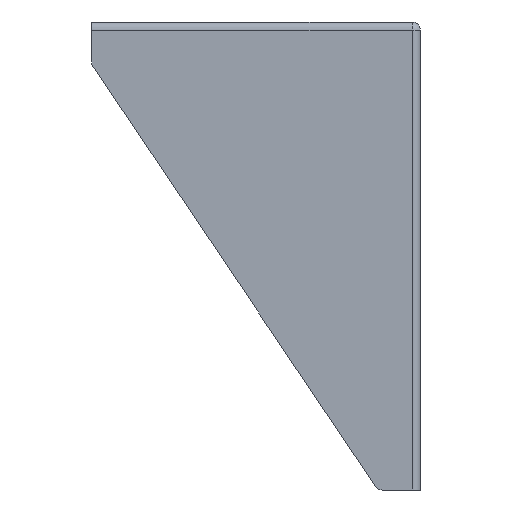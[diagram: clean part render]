
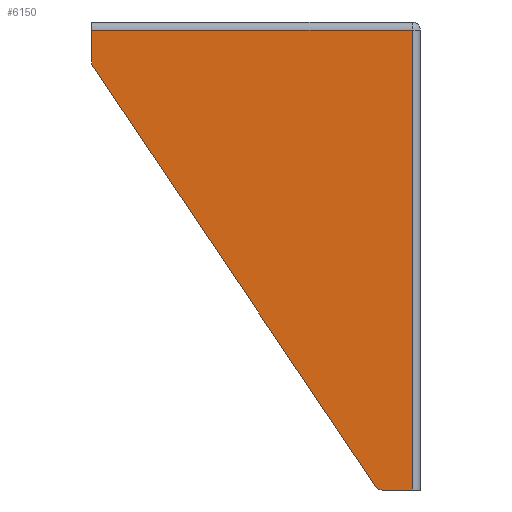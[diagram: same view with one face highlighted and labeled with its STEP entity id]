
A CAD part, left-side view. The second image highlights one B-rep face of the part: STEP entity #6150.
In plain terms, the highlighted planar face has unit normal (-1, 0, 0).
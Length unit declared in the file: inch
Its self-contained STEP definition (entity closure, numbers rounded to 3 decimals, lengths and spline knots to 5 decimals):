
#209 = CARTESIAN_POINT ( 'NONE',  ( -9.64567, 2., 2.84646 ) ) ;
#327 = LINE ( 'NONE', #2980, #6551 ) ;
#521 = ORIENTED_EDGE ( 'NONE', *, *, #2884, .T. ) ;
#835 = EDGE_CURVE ( 'NONE', #3026, #1389, #914, .T. ) ;
#914 = LINE ( 'NONE', #3648, #4829 ) ;
#1098 = CARTESIAN_POINT ( 'NONE',  ( -9.64567, -1.48425, -2.84646 ) ) ;
#1389 = VERTEX_POINT ( 'NONE', #5407 ) ;
#1443 = CARTESIAN_POINT ( 'NONE',  ( -9.64567, -1.45453, -2.80229 ) ) ;
#1586 = ORIENTED_EDGE ( 'NONE', *, *, #3947, .T. ) ;
#1836 = CARTESIAN_POINT ( 'NONE',  ( -9.64567, -1.53749, -2.84646 ) ) ;
#1888 = VECTOR ( 'NONE', #6462, 39.37008 ) ;
#1898 = LINE ( 'NONE', #1098, #1888 ) ;
#2352 = ORIENTED_EDGE ( 'NONE', *, *, #6224, .T. ) ;
#2589 = CARTESIAN_POINT ( 'NONE',  ( -9.64567, -1.9, -2.84646 ) ) ;
#2599 = VERTEX_POINT ( 'NONE', #1443 ) ;
#2664 = EDGE_LOOP ( 'NONE', ( #4810, #521, #2352, #3106, #2788, #7313, #1586 ) ) ;
#2673 = CIRCLE ( 'NONE', #3795, 0.1 ) ;
#2788 = ORIENTED_EDGE ( 'NONE', *, *, #6423, .T. ) ;
#2798 = CARTESIAN_POINT ( 'NONE',  ( -9.64567, 2., 2.36123 ) ) ;
#2856 = VECTOR ( 'NONE', #5621, 39.37008 ) ;
#2884 = EDGE_CURVE ( 'NONE', #2599, #6697, #2673, .T. ) ;
#2980 = CARTESIAN_POINT ( 'NONE',  ( -9.64567, 2., 2.84646 ) ) ;
#3026 = VERTEX_POINT ( 'NONE', #2589 ) ;
#3028 = CARTESIAN_POINT ( 'NONE',  ( -9.64567, 1.9, 2.36123 ) ) ;
#3049 = CARTESIAN_POINT ( 'NONE',  ( -9.64567, -1.53749, -2.74646 ) ) ;
#3059 = DIRECTION ( 'NONE',  ( 0., -1., 0. ) ) ;
#3106 = ORIENTED_EDGE ( 'NONE', *, *, #835, .T. ) ;
#3629 = PLANE ( 'NONE',  #4627 ) ;
#3637 = DIRECTION ( 'NONE',  ( -1., 0., 0. ) ) ;
#3648 = CARTESIAN_POINT ( 'NONE',  ( -9.64567, -1.9, 2.84646 ) ) ;
#3795 = AXIS2_PLACEMENT_3D ( 'NONE', #3049, #3637, #7034 ) ;
#3947 = EDGE_CURVE ( 'NONE', #7026, #4048, #6396, .T. ) ;
#4048 = VERTEX_POINT ( 'NONE', #4975 ) ;
#4150 = DIRECTION ( 'NONE',  ( 0., 0., -1. ) ) ;
#4195 = DIRECTION ( 'NONE',  ( 0., 0., -1. ) ) ;
#4596 = DIRECTION ( 'NONE',  ( 0., 0., 1. ) ) ;
#4627 = AXIS2_PLACEMENT_3D ( 'NONE', #209, #7024, #4195 ) ;
#4810 = ORIENTED_EDGE ( 'NONE', *, *, #6570, .F. ) ;
#4829 = VECTOR ( 'NONE', #5876, 39.37008 ) ;
#4975 = CARTESIAN_POINT ( 'NONE',  ( -9.64567, 1.98296, 2.30539 ) ) ;
#4999 = LINE ( 'NONE', #7357, #2856 ) ;
#5085 = EDGE_CURVE ( 'NONE', #7026, #5398, #327, .T. ) ;
#5398 = VERTEX_POINT ( 'NONE', #5999 ) ;
#5407 = CARTESIAN_POINT ( 'NONE',  ( -9.64567, -1.9, 2.74646 ) ) ;
#5621 = DIRECTION ( 'NONE',  ( 0., 1., 0. ) ) ;
#5699 = AXIS2_PLACEMENT_3D ( 'NONE', #3028, #5844, #4150 ) ;
#5844 = DIRECTION ( 'NONE',  ( -1., 0., 0. ) ) ;
#5876 = DIRECTION ( 'NONE',  ( 0., 0., 1. ) ) ;
#5916 = FACE_OUTER_BOUND ( 'NONE', #2664, .T. ) ;
#5999 = CARTESIAN_POINT ( 'NONE',  ( -9.64567, 2., 2.74646 ) ) ;
#6150 = ADVANCED_FACE ( 'NONE', ( #5916 ), #3629, .F. ) ;
#6172 = VECTOR ( 'NONE', #3059, 39.37008 ) ;
#6224 = EDGE_CURVE ( 'NONE', #6697, #3026, #6979, .T. ) ;
#6396 = CIRCLE ( 'NONE', #5699, 0.1 ) ;
#6423 = EDGE_CURVE ( 'NONE', #1389, #5398, #4999, .T. ) ;
#6462 = DIRECTION ( 'NONE',  ( 0., 0.558, 0.83 ) ) ;
#6472 = CARTESIAN_POINT ( 'NONE',  ( -9.64567, 2., -2.84646 ) ) ;
#6551 = VECTOR ( 'NONE', #4596, 39.37008 ) ;
#6570 = EDGE_CURVE ( 'NONE', #2599, #4048, #1898, .T. ) ;
#6697 = VERTEX_POINT ( 'NONE', #1836 ) ;
#6979 = LINE ( 'NONE', #6472, #6172 ) ;
#7024 = DIRECTION ( 'NONE',  ( 1., 0., 0. ) ) ;
#7026 = VERTEX_POINT ( 'NONE', #2798 ) ;
#7034 = DIRECTION ( 'NONE',  ( 0., 0., -1. ) ) ;
#7313 = ORIENTED_EDGE ( 'NONE', *, *, #5085, .F. ) ;
#7357 = CARTESIAN_POINT ( 'NONE',  ( -9.64567, 2., 2.74646 ) ) ;
